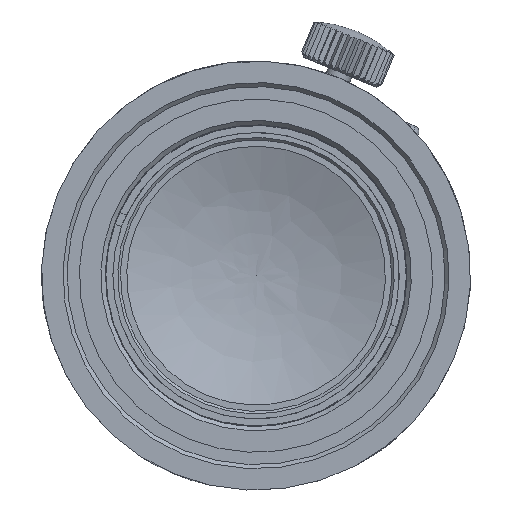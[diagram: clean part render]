
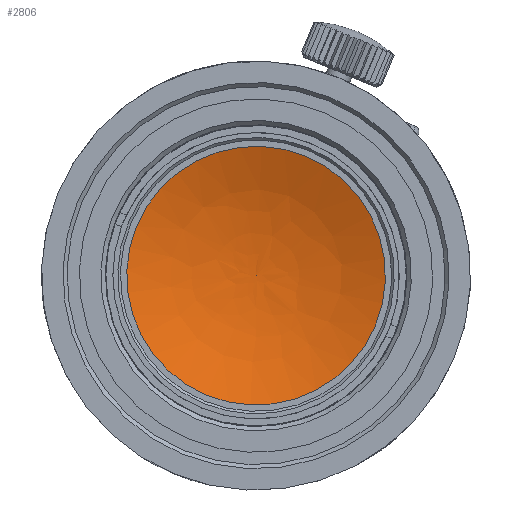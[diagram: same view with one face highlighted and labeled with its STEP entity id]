
A CAD part, left-side view. The second image highlights one B-rep face of the part: STEP entity #2806.
In plain terms, the highlighted face is a revolution surface.
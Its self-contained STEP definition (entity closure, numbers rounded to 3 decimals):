
#147=SURFACE_OF_REVOLUTION('',#360,#149);
#149=AXIS1_PLACEMENT('',#16303,#12755);
#152=VERTEX_LOOP('',#7716);
#360=B_SPLINE_CURVE_WITH_KNOTS('',3,(#16299,#16300,#16301,#16302),
 .UNSPECIFIED.,.F.,.F.,(4,4),(0.,1.),.UNSPECIFIED.);
#2806=ADVANCED_FACE('',(#3175,#3176),#147,.F.);
#3175=FACE_BOUND('',#3767,.T.);
#3176=FACE_BOUND('',#152,.T.);
#3767=EDGE_LOOP('',(#5742));
#5742=ORIENTED_EDGE('',*,*,#9254,.T.);
#7715=VERTEX_POINT('',#16297);
#7716=VERTEX_POINT('',#16298);
#9254=EDGE_CURVE('',#7715,#7715,#10268,.T.);
#10268=CIRCLE('',#10961,10.25);
#10961=AXIS2_PLACEMENT_3D('',#16296,#12753,#12754);
#12753=DIRECTION('',(-1.,0.,0.));
#12754=DIRECTION('',(0.,-0.924,-0.382));
#12755=DIRECTION('',(-1.,0.,0.));
#16296=CARTESIAN_POINT('',(-44.13,0.,0.));
#16297=CARTESIAN_POINT('',(-44.13,-9.473,-3.914));
#16298=CARTESIAN_POINT('',(-42.192,0.,0.));
#16299=CARTESIAN_POINT('',(-42.192,0.,0.));
#16300=CARTESIAN_POINT('',(-42.192,-1.305,3.158));
#16301=CARTESIAN_POINT('',(-42.79,-2.609,6.316));
#16302=CARTESIAN_POINT('',(-44.13,-3.914,9.473));
#16303=CARTESIAN_POINT('',(-42.192,0.,0.));
